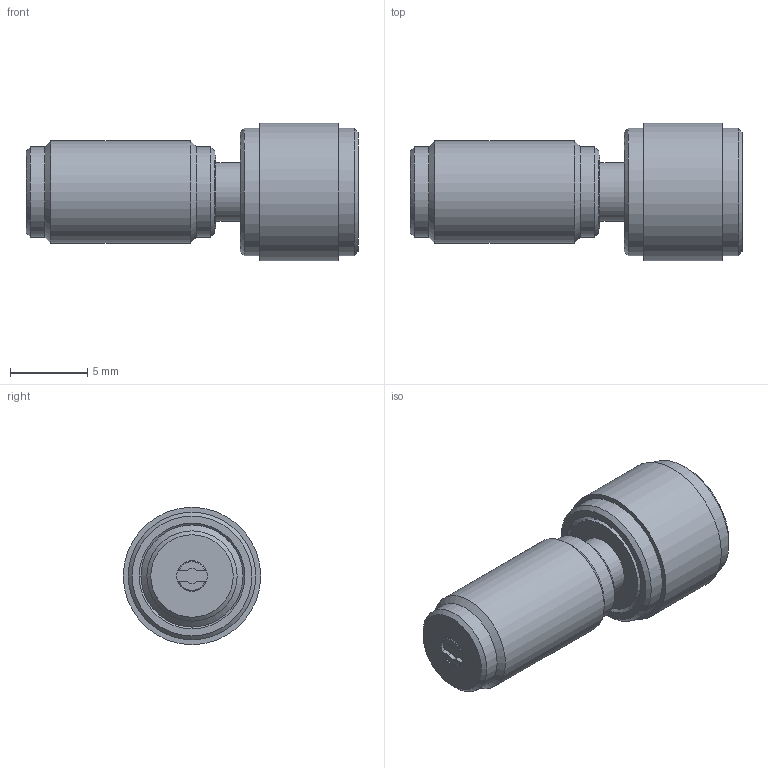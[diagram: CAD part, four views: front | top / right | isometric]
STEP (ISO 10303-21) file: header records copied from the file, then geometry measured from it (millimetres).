
FILE_DESCRIPTION((''),'2;1');
FILE_NAME('bfc-sr.stp','2009-04-28T11:00:27',('JC'),(''),'Autodesk Inventor 11','Autodesk Inventor 11','');
FILE_SCHEMA(('AUTOMOTIVE_DESIGN { 1 0 10303 214 1 1 1 1 }'));
Length unit declared in the file: inch
Products named in the file (1): bfc-sr1
Bounding box: 21.49 x 8.89 x 8.89 mm (x, y, z)
Volume: 773.3 mm3; surface area: 686.7 mm2
Topology: 1 solids, 1 shells, 43 faces, 96 edges, 63 vertices
Faces by surface type: plane 20, cylinder 12, cone 11
Full cylindrical faces by diameter (mm): 3.81 x1, 4.75 x1, 5.817 x1, 5.842 x2, 6.287 x1, 6.604 x1, 8.255 x2, 8.89 x1
Entity records: 1049 total; most frequent: CARTESIAN_POINT 192, DIRECTION 182, ORIENTED_EDGE 138, AXIS2_PLACEMENT_3D 81, EDGE_LOOP 70, EDGE_CURVE 69, VERTEX_POINT 55, FACE_OUTER_BOUND 43
